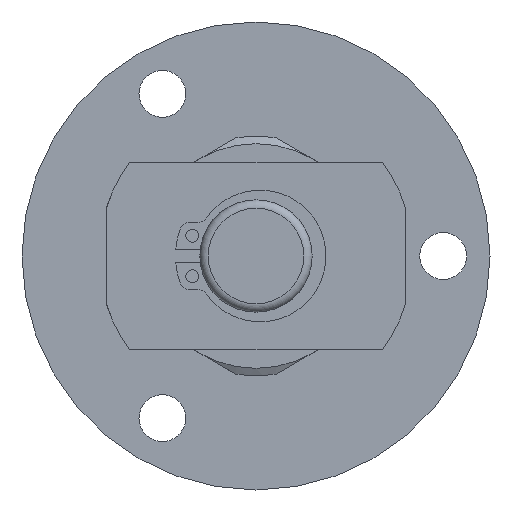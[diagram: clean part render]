
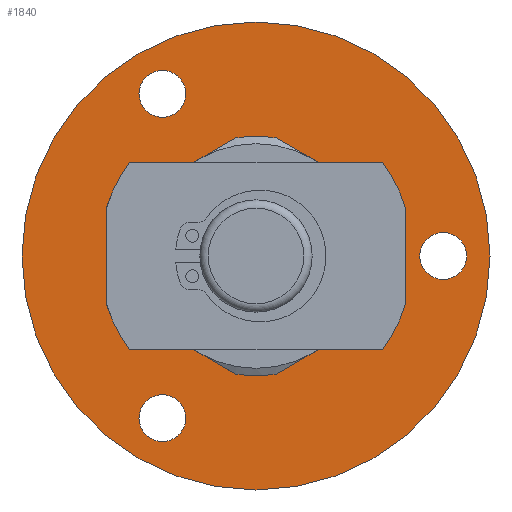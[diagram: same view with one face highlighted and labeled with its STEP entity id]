
A CAD part, left-side view. The second image highlights one B-rep face of the part: STEP entity #1840.
In plain terms, the highlighted planar face has unit normal (-1, 0, 0).
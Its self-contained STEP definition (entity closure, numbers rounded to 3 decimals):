
#266=PLANE('',#2001);
#463=FACE_BOUND('',#661,.T.);
#464=FACE_BOUND('',#662,.T.);
#465=FACE_BOUND('',#663,.T.);
#466=FACE_BOUND('',#664,.T.);
#528=FACE_OUTER_BOUND('',#660,.T.);
#660=EDGE_LOOP('',(#1418));
#661=EDGE_LOOP('',(#1419,#1420,#1421,#1422,#1423,#1424));
#662=EDGE_LOOP('',(#1425));
#663=EDGE_LOOP('',(#1426));
#664=EDGE_LOOP('',(#1427));
#791=CIRCLE('',#1975,3.125);
#793=CIRCLE('',#1978,3.125);
#795=CIRCLE('',#1981,3.125);
#799=CIRCLE('',#1987,31.25);
#805=CIRCLE('',#1997,15.);
#808=CIRCLE('',#2002,15.);
#809=CIRCLE('',#2003,15.);
#810=CIRCLE('',#2004,15.);
#811=CIRCLE('',#2005,15.);
#812=CIRCLE('',#2006,15.);
#886=VERTEX_POINT('',#2727);
#895=VERTEX_POINT('',#2756);
#926=VERTEX_POINT('',#2859);
#928=VERTEX_POINT('',#2864);
#930=VERTEX_POINT('',#2869);
#934=VERTEX_POINT('',#2879);
#940=VERTEX_POINT('',#2895);
#945=VERTEX_POINT('',#2915);
#946=VERTEX_POINT('',#2917);
#947=VERTEX_POINT('',#2919);
#1112=EDGE_CURVE('',#926,#926,#791,.T.);
#1114=EDGE_CURVE('',#928,#928,#793,.T.);
#1116=EDGE_CURVE('',#930,#930,#795,.T.);
#1120=EDGE_CURVE('',#934,#934,#799,.T.);
#1126=EDGE_CURVE('',#895,#940,#805,.T.);
#1132=EDGE_CURVE('',#940,#886,#808,.T.);
#1133=EDGE_CURVE('',#945,#895,#809,.T.);
#1134=EDGE_CURVE('',#946,#945,#810,.T.);
#1135=EDGE_CURVE('',#947,#946,#811,.T.);
#1136=EDGE_CURVE('',#886,#947,#812,.T.);
#1418=ORIENTED_EDGE('',*,*,#1120,.T.);
#1419=ORIENTED_EDGE('',*,*,#1132,.F.);
#1420=ORIENTED_EDGE('',*,*,#1126,.F.);
#1421=ORIENTED_EDGE('',*,*,#1133,.F.);
#1422=ORIENTED_EDGE('',*,*,#1134,.F.);
#1423=ORIENTED_EDGE('',*,*,#1135,.F.);
#1424=ORIENTED_EDGE('',*,*,#1136,.F.);
#1425=ORIENTED_EDGE('',*,*,#1116,.T.);
#1426=ORIENTED_EDGE('',*,*,#1112,.T.);
#1427=ORIENTED_EDGE('',*,*,#1114,.T.);
#1840=ADVANCED_FACE('',(#528,#463,#464,#465,#466),#266,.F.);
#1975=AXIS2_PLACEMENT_3D('',#2860,#2282,#2283);
#1978=AXIS2_PLACEMENT_3D('',#2865,#2288,#2289);
#1981=AXIS2_PLACEMENT_3D('',#2870,#2294,#2295);
#1987=AXIS2_PLACEMENT_3D('',#2880,#2306,#2307);
#1997=AXIS2_PLACEMENT_3D('',#2896,#2326,#2327);
#2001=AXIS2_PLACEMENT_3D('',#2913,#2334,#2335);
#2002=AXIS2_PLACEMENT_3D('',#2914,#2336,#2337);
#2003=AXIS2_PLACEMENT_3D('',#2916,#2338,#2339);
#2004=AXIS2_PLACEMENT_3D('',#2918,#2340,#2341);
#2005=AXIS2_PLACEMENT_3D('',#2920,#2342,#2343);
#2006=AXIS2_PLACEMENT_3D('',#2921,#2344,#2345);
#2282=DIRECTION('center_axis',(1.,0.,0.));
#2283=DIRECTION('ref_axis',(0.,0.,-1.));
#2288=DIRECTION('center_axis',(1.,0.,0.));
#2289=DIRECTION('ref_axis',(0.,0.,-1.));
#2294=DIRECTION('center_axis',(1.,0.,0.));
#2295=DIRECTION('ref_axis',(0.,0.,-1.));
#2306=DIRECTION('center_axis',(-1.,0.,0.));
#2307=DIRECTION('ref_axis',(0.,0.,1.));
#2326=DIRECTION('center_axis',(-1.,0.,0.));
#2327=DIRECTION('ref_axis',(0.,0.,1.));
#2334=DIRECTION('center_axis',(1.,0.,0.));
#2335=DIRECTION('ref_axis',(0.,0.,-1.));
#2336=DIRECTION('center_axis',(-1.,0.,0.));
#2337=DIRECTION('ref_axis',(0.,0.,1.));
#2338=DIRECTION('center_axis',(-1.,0.,0.));
#2339=DIRECTION('ref_axis',(0.,0.,1.));
#2340=DIRECTION('center_axis',(-1.,0.,0.));
#2341=DIRECTION('ref_axis',(0.,0.,1.));
#2342=DIRECTION('center_axis',(-1.,0.,0.));
#2343=DIRECTION('ref_axis',(0.,0.,1.));
#2344=DIRECTION('center_axis',(-1.,0.,0.));
#2345=DIRECTION('ref_axis',(0.,0.,1.));
#2727=CARTESIAN_POINT('',(23.,15.,0.));
#2756=CARTESIAN_POINT('',(23.,-7.5,12.99));
#2859=CARTESIAN_POINT('',(23.,12.5,24.776));
#2860=CARTESIAN_POINT('Origin',(23.,12.5,21.651));
#2864=CARTESIAN_POINT('',(23.,12.5,-18.526));
#2865=CARTESIAN_POINT('Origin',(23.,12.5,-21.651));
#2869=CARTESIAN_POINT('',(23.,-25.,3.125));
#2870=CARTESIAN_POINT('Origin',(23.,-25.,0.));
#2879=CARTESIAN_POINT('',(23.,0.,31.25));
#2880=CARTESIAN_POINT('Origin',(23.,0.,0.));
#2895=CARTESIAN_POINT('',(23.,7.5,12.99));
#2896=CARTESIAN_POINT('Origin',(23.,0.,0.));
#2913=CARTESIAN_POINT('Origin',(23.,15.,0.));
#2914=CARTESIAN_POINT('Origin',(23.,0.,0.));
#2915=CARTESIAN_POINT('',(23.,-15.,0.));
#2916=CARTESIAN_POINT('Origin',(23.,0.,0.));
#2917=CARTESIAN_POINT('',(23.,-7.5,-12.99));
#2918=CARTESIAN_POINT('Origin',(23.,0.,0.));
#2919=CARTESIAN_POINT('',(23.,7.5,-12.99));
#2920=CARTESIAN_POINT('Origin',(23.,0.,0.));
#2921=CARTESIAN_POINT('Origin',(23.,0.,0.));
